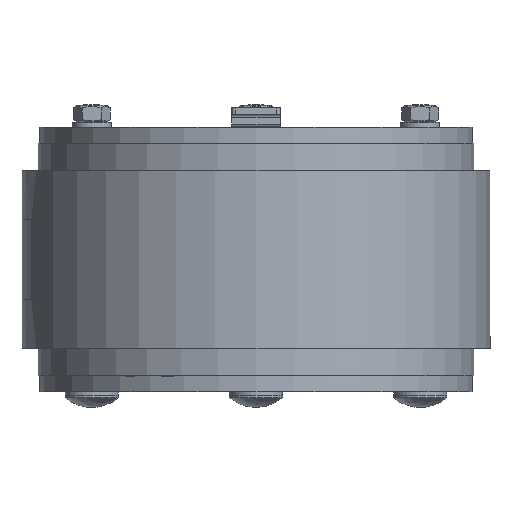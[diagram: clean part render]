
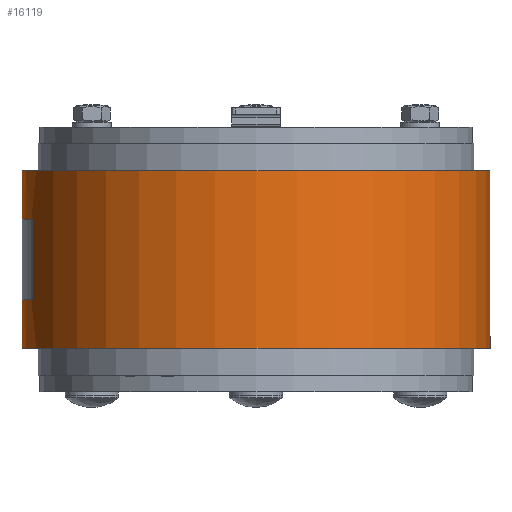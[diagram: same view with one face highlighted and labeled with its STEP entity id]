
A CAD part, front view. The second image highlights one B-rep face of the part: STEP entity #16119.
In plain terms, the highlighted cylindrical face has radius 72.5 mm (diameter 145 mm), a partial arc.
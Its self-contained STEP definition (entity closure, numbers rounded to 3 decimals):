
#776=CIRCLE('',#17060,72.5);
#778=CIRCLE('',#17063,72.5);
#780=CIRCLE('',#17066,72.5);
#782=CIRCLE('',#17070,72.5);
#784=CIRCLE('',#17083,72.5);
#786=CIRCLE('',#17087,72.5);
#789=CIRCLE('',#17091,72.5);
#790=CIRCLE('',#17093,72.5);
#875=CYLINDRICAL_SURFACE('',#17097,72.5);
#2581=LINE('',#27160,#4321);
#2588=LINE('',#27177,#4328);
#2598=LINE('',#27196,#4338);
#2607=LINE('',#27219,#4347);
#2614=LINE('',#27243,#4354);
#2615=LINE('',#27245,#4355);
#4321=VECTOR('',#20655,25.);
#4328=VECTOR('',#20672,15.);
#4338=VECTOR('',#20692,15.);
#4347=VECTOR('',#20715,25.);
#4354=VECTOR('',#20742,15.);
#4355=VECTOR('',#20745,15.);
#5838=FACE_OUTER_BOUND('',#6793,.T.);
#6793=EDGE_LOOP('',(#15233,#15234,#15235,#15236,#15237,#15238,#15239,#15240,
#15241,#15242,#15243,#15244,#15245,#15246));
#8532=VERTEX_POINT('',#27132);
#8533=VERTEX_POINT('',#27133);
#8536=VERTEX_POINT('',#27141);
#8537=VERTEX_POINT('',#27142);
#8540=VERTEX_POINT('',#27150);
#8541=VERTEX_POINT('',#27151);
#8544=VERTEX_POINT('',#27159);
#8546=VERTEX_POINT('',#27165);
#8556=VERTEX_POINT('',#27209);
#8557=VERTEX_POINT('',#27210);
#8560=VERTEX_POINT('',#27218);
#8562=VERTEX_POINT('',#27224);
#8565=VERTEX_POINT('',#27232);
#8566=VERTEX_POINT('',#27236);
#10741=EDGE_CURVE('',#8532,#8533,#776,.T.);
#10745=EDGE_CURVE('',#8536,#8537,#778,.T.);
#10749=EDGE_CURVE('',#8540,#8541,#780,.T.);
#10753=EDGE_CURVE('',#8541,#8544,#2581,.T.);
#10756=EDGE_CURVE('',#8544,#8546,#782,.T.);
#10762=EDGE_CURVE('',#8532,#8546,#2588,.T.);
#10772=EDGE_CURVE('',#8540,#8537,#2598,.T.);
#10779=EDGE_CURVE('',#8556,#8557,#784,.T.);
#10783=EDGE_CURVE('',#8560,#8556,#2607,.T.);
#10786=EDGE_CURVE('',#8562,#8560,#786,.T.);
#10791=EDGE_CURVE('',#8565,#8533,#789,.T.);
#10792=EDGE_CURVE('',#8536,#8566,#790,.T.);
#10796=EDGE_CURVE('',#8566,#8562,#2614,.T.);
#10797=EDGE_CURVE('',#8557,#8565,#2615,.T.);
#15233=ORIENTED_EDGE('',*,*,#10791,.F.);
#15234=ORIENTED_EDGE('',*,*,#10797,.F.);
#15235=ORIENTED_EDGE('',*,*,#10779,.F.);
#15236=ORIENTED_EDGE('',*,*,#10783,.F.);
#15237=ORIENTED_EDGE('',*,*,#10786,.F.);
#15238=ORIENTED_EDGE('',*,*,#10796,.F.);
#15239=ORIENTED_EDGE('',*,*,#10792,.F.);
#15240=ORIENTED_EDGE('',*,*,#10745,.T.);
#15241=ORIENTED_EDGE('',*,*,#10772,.F.);
#15242=ORIENTED_EDGE('',*,*,#10749,.T.);
#15243=ORIENTED_EDGE('',*,*,#10753,.T.);
#15244=ORIENTED_EDGE('',*,*,#10756,.T.);
#15245=ORIENTED_EDGE('',*,*,#10762,.F.);
#15246=ORIENTED_EDGE('',*,*,#10741,.T.);
#16119=ADVANCED_FACE('',(#5838),#875,.T.);
#17060=AXIS2_PLACEMENT_3D('',#27134,#20631,#20632);
#17063=AXIS2_PLACEMENT_3D('',#27143,#20639,#20640);
#17066=AXIS2_PLACEMENT_3D('',#27152,#20647,#20648);
#17070=AXIS2_PLACEMENT_3D('',#27166,#20660,#20661);
#17083=AXIS2_PLACEMENT_3D('',#27211,#20707,#20708);
#17087=AXIS2_PLACEMENT_3D('',#27225,#20720,#20721);
#17091=AXIS2_PLACEMENT_3D('',#27234,#20730,#20731);
#17093=AXIS2_PLACEMENT_3D('',#27237,#20734,#20735);
#17097=AXIS2_PLACEMENT_3D('',#27247,#20747,#20748);
#20631=DIRECTION('center_axis',(0.,1.,0.));
#20632=DIRECTION('ref_axis',(0.,0.,1.));
#20639=DIRECTION('center_axis',(0.,-1.,0.));
#20640=DIRECTION('ref_axis',(0.,0.,1.));
#20647=DIRECTION('center_axis',(0.,1.,0.));
#20648=DIRECTION('ref_axis',(0.,0.,1.));
#20655=DIRECTION('',(0.,-1.,0.));
#20660=DIRECTION('center_axis',(0.,-1.,0.));
#20661=DIRECTION('ref_axis',(0.,0.,1.));
#20672=DIRECTION('',(0.,1.,0.));
#20692=DIRECTION('',(0.,1.,0.));
#20707=DIRECTION('center_axis',(0.,-1.,0.));
#20708=DIRECTION('ref_axis',(-0.292,0.,-0.956));
#20715=DIRECTION('',(0.,-1.,0.));
#20720=DIRECTION('center_axis',(0.,1.,0.));
#20721=DIRECTION('ref_axis',(0.,0.,-1.));
#20730=DIRECTION('center_axis',(0.,-1.,0.));
#20731=DIRECTION('ref_axis',(0.,0.,-1.));
#20734=DIRECTION('center_axis',(0.,1.,0.));
#20735=DIRECTION('ref_axis',(0.,0.,-1.));
#20742=DIRECTION('',(0.,-1.,0.));
#20745=DIRECTION('',(0.,-1.,0.));
#20747=DIRECTION('center_axis',(0.,1.,0.));
#20748=DIRECTION('ref_axis',(0.,0.,-1.));
#27132=CARTESIAN_POINT('',(-109.948,-27.5,5.));
#27133=CARTESIAN_POINT('',(-109.948,-27.5,-140.));
#27134=CARTESIAN_POINT('Origin',(-109.948,-27.5,-67.5));
#27141=CARTESIAN_POINT('',(-109.948,27.5,-140.));
#27142=CARTESIAN_POINT('',(-109.948,27.5,5.));
#27143=CARTESIAN_POINT('Origin',(-109.948,27.5,-67.5));
#27150=CARTESIAN_POINT('',(-109.948,12.5,5.));
#27151=CARTESIAN_POINT('',(-89.521,12.5,2.063));
#27152=CARTESIAN_POINT('Origin',(-109.948,12.5,-67.5));
#27159=CARTESIAN_POINT('',(-89.521,-12.5,2.063));
#27160=CARTESIAN_POINT('',(-89.521,0.,2.063));
#27165=CARTESIAN_POINT('',(-109.948,-12.5,5.));
#27166=CARTESIAN_POINT('Origin',(-109.948,-12.5,-67.5));
#27177=CARTESIAN_POINT('',(-109.948,-13.75,5.));
#27196=CARTESIAN_POINT('',(-109.948,6.25,5.));
#27209=CARTESIAN_POINT('',(-131.124,-12.5,-136.838));
#27210=CARTESIAN_POINT('',(-109.956,-12.5,-140.));
#27211=CARTESIAN_POINT('Origin',(-109.948,-12.5,-67.5));
#27218=CARTESIAN_POINT('',(-131.124,12.5,-136.838));
#27219=CARTESIAN_POINT('',(-131.124,-12.5,-136.838));
#27224=CARTESIAN_POINT('',(-109.956,12.5,-140.));
#27225=CARTESIAN_POINT('Origin',(-109.948,12.5,-67.5));
#27232=CARTESIAN_POINT('',(-109.956,-27.5,-140.));
#27234=CARTESIAN_POINT('Origin',(-109.948,-27.5,-67.5));
#27236=CARTESIAN_POINT('',(-109.956,27.5,-140.));
#27237=CARTESIAN_POINT('Origin',(-109.948,27.5,-67.5));
#27243=CARTESIAN_POINT('',(-109.956,-27.5,-140.));
#27245=CARTESIAN_POINT('',(-109.956,-27.5,-140.));
#27247=CARTESIAN_POINT('Origin',(-109.948,0.,-67.5));
